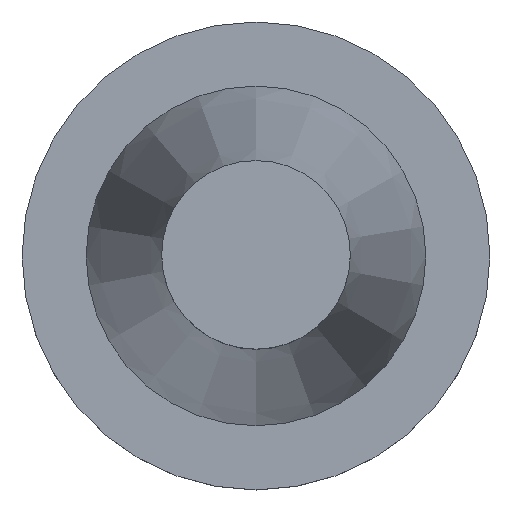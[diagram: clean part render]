
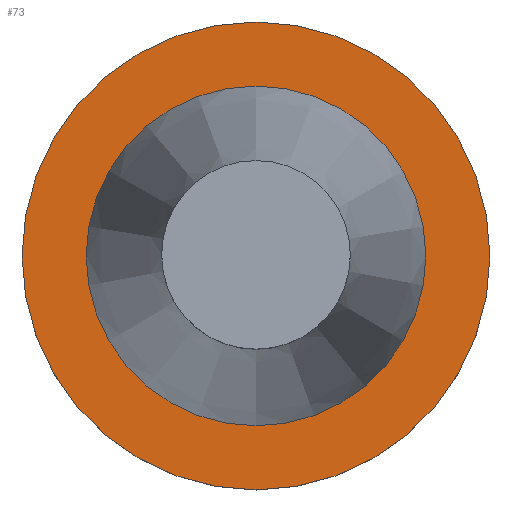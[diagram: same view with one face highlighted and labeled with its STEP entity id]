
A CAD part, top view. The second image highlights one B-rep face of the part: STEP entity #73.
In plain terms, the highlighted planar face has unit normal (0, 0, 1).
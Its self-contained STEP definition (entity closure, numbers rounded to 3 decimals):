
#73=ADVANCED_FACE('',(#89,#90),#85,.F.);
#85=PLANE('',#260);
#89=FACE_BOUND('',#99,.T.);
#90=FACE_BOUND('',#100,.T.);
#99=EDGE_LOOP('',(#116));
#100=EDGE_LOOP('',(#117,#118));
#116=ORIENTED_EDGE('',*,*,#189,.F.);
#117=ORIENTED_EDGE('',*,*,#190,.T.);
#118=ORIENTED_EDGE('',*,*,#191,.T.);
#168=VERTEX_POINT('',#366);
#169=VERTEX_POINT('',#368);
#170=VERTEX_POINT('',#369);
#189=EDGE_CURVE('',#168,#168,#215,.T.);
#190=EDGE_CURVE('',#169,#170,#216,.T.);
#191=EDGE_CURVE('',#170,#169,#217,.T.);
#215=CIRCLE('',#257,48.75);
#216=CIRCLE('',#258,35.392);
#217=CIRCLE('',#259,35.392);
#257=AXIS2_PLACEMENT_3D('',#365,#294,#295);
#258=AXIS2_PLACEMENT_3D('',#367,#296,#297);
#259=AXIS2_PLACEMENT_3D('',#370,#298,#299);
#260=AXIS2_PLACEMENT_3D('',#371,#300,#301);
#294=DIRECTION('',(0.,0.,-1.));
#295=DIRECTION('',(-1.,0.,0.));
#296=DIRECTION('',(0.,0.,-1.));
#297=DIRECTION('',(-1.,0.,0.));
#298=DIRECTION('',(0.,0.,-1.));
#299=DIRECTION('',(-1.,0.,0.));
#300=DIRECTION('',(0.,0.,-1.));
#301=DIRECTION('',(0.,1.,0.));
#365=CARTESIAN_POINT('',(0.,0.,-3.2));
#366=CARTESIAN_POINT('',(-48.75,0.,-3.2));
#367=CARTESIAN_POINT('',(0.,0.,-3.2));
#368=CARTESIAN_POINT('',(0.,35.392,-3.2));
#369=CARTESIAN_POINT('',(0.,-35.392,-3.2));
#370=CARTESIAN_POINT('',(0.,0.,-3.2));
#371=CARTESIAN_POINT('',(0.,0.,-3.2));
